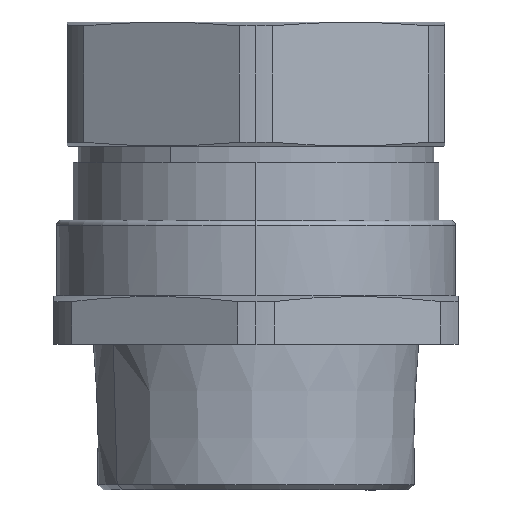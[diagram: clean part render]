
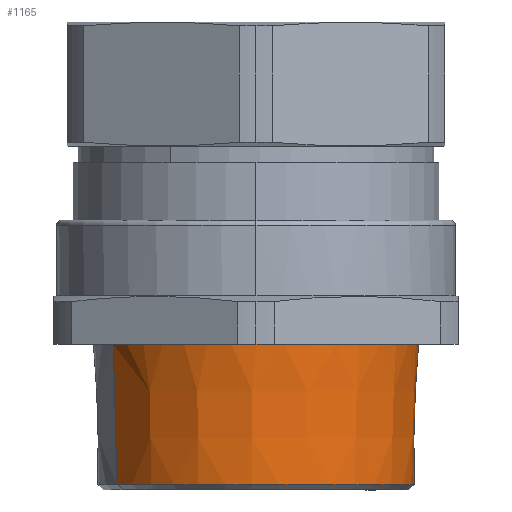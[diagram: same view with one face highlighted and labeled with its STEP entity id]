
A CAD part, front view. The second image highlights one B-rep face of the part: STEP entity #1165.
In plain terms, the highlighted conical face has half-angle 1.78 degrees and reference radius 29.311 mm.
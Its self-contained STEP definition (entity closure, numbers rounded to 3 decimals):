
#932=AXIS2_PLACEMENT_3D('Circle Axis2P3D',#930,#931,$) ;
#939=AXIS2_PLACEMENT_3D('Circle Axis2P3D',#937,#938,$) ;
#1137=AXIS2_PLACEMENT_3D('Cone Axis2P3D',#1134,#1135,#1136) ;
#1155=AXIS2_PLACEMENT_3D('Circle Axis2P3D',#1153,#1154,$) ;
#925=CARTESIAN_POINT('Vertex',(11.041,27.045,27.)) ;
#930=CARTESIAN_POINT('Axis2P3D Location',(37.5,41.5,27.)) ;
#934=CARTESIAN_POINT('Vertex',(37.5,11.35,27.)) ;
#937=CARTESIAN_POINT('Axis2P3D Location',(37.5,41.5,27.)) ;
#941=CARTESIAN_POINT('Vertex',(63.959,55.955,27.)) ;
#1134=CARTESIAN_POINT('Axis2P3D Location',(37.5,41.5,0.)) ;
#1139=CARTESIAN_POINT('Line Origine',(63.591,55.754,13.5)) ;
#1143=CARTESIAN_POINT('Vertex',(63.25,55.567,1.)) ;
#1146=CARTESIAN_POINT('Line Origine',(11.409,27.246,13.5)) ;
#1150=CARTESIAN_POINT('Vertex',(11.75,27.433,1.)) ;
#1153=CARTESIAN_POINT('Axis2P3D Location',(37.5,41.5,1.)) ;
#931=DIRECTION('Axis2P3D Direction',(0.,0.,-1.)) ;
#938=DIRECTION('Axis2P3D Direction',(0.,0.,-1.)) ;
#1135=DIRECTION('Axis2P3D Direction',(0.,0.,1.)) ;
#1136=DIRECTION('Axis2P3D XDirection',(0.878,0.479,0.)) ;
#1140=DIRECTION('Vector Direction',(0.027,0.015,1.)) ;
#1147=DIRECTION('Vector Direction',(-0.027,-0.015,1.)) ;
#1154=DIRECTION('Axis2P3D Direction',(0.,0.,1.)) ;
#1141=VECTOR('Line Direction',#1140,1.) ;
#1148=VECTOR('Line Direction',#1147,1.) ;
#1159=ORIENTED_EDGE('',*,*,#1145,.T.) ;
#1160=ORIENTED_EDGE('',*,*,#943,.T.) ;
#1161=ORIENTED_EDGE('',*,*,#936,.T.) ;
#1162=ORIENTED_EDGE('',*,*,#1152,.F.) ;
#1163=ORIENTED_EDGE('',*,*,#1157,.T.) ;
#1165=ADVANCED_FACE('Body',(#1164),#1138,.T.) ;
#933=CIRCLE('generated circle',#932,30.15) ;
#940=CIRCLE('generated circle',#939,30.15) ;
#1156=CIRCLE('generated circle',#1155,29.342) ;
#1138=CONICAL_SURFACE('Cone',#1137,29.311,0.031) ;
#936=EDGE_CURVE('',#935,#926,#933,.T.) ;
#943=EDGE_CURVE('',#942,#935,#940,.T.) ;
#1145=EDGE_CURVE('',#1144,#942,#1142,.T.) ;
#1152=EDGE_CURVE('',#1151,#926,#1149,.T.) ;
#1157=EDGE_CURVE('',#1151,#1144,#1156,.T.) ;
#1158=EDGE_LOOP('',(#1159,#1160,#1161,#1162,#1163)) ;
#1164=FACE_OUTER_BOUND('',#1158,.T.) ;
#1142=LINE('Line',#1139,#1141) ;
#1149=LINE('Line',#1146,#1148) ;
#926=VERTEX_POINT('',#925) ;
#935=VERTEX_POINT('',#934) ;
#942=VERTEX_POINT('',#941) ;
#1144=VERTEX_POINT('',#1143) ;
#1151=VERTEX_POINT('',#1150) ;
